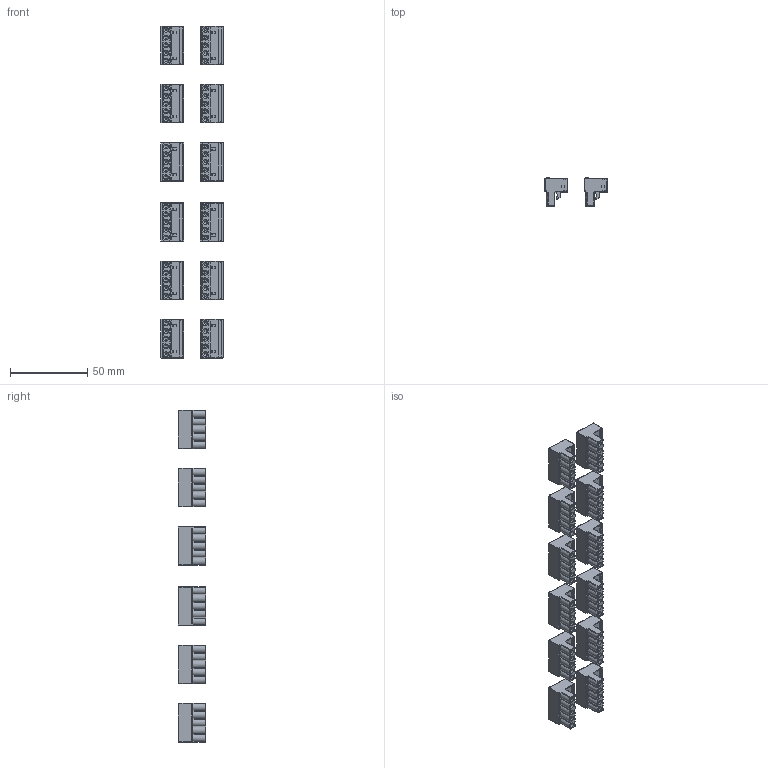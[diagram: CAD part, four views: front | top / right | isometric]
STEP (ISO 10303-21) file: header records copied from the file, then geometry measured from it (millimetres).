
FILE_DESCRIPTION (( 'STEP AP214' ), '1' );
FILE_NAME ('BX-RTB36.STEP', '2020-02-26T12:48:15', ( '' ), ( '' ), 'SwSTEP 2.0', 'SolidWorks 2017', '' );
FILE_SCHEMA (( 'AUTOMOTIVE_DESIGN' ));
Length unit declared in the file: inch
Products named in the file (1): BX-RTB36
Bounding box: 40.4 x 18 x 214.7 mm (x, y, z)
Volume: 45836.3 mm3; surface area: 36639.5 mm2
Topology: 12 solids, 12 shells, 3480 faces, 8724 edges, 5580 vertices
Faces by surface type: plane 2376, cylinder 984, cone 120
Entity records: 147885 total; most frequent: CARTESIAN_POINT 18865, ORIENTED_EDGE 17448, DIRECTION 17066, EDGE_CURVE 8724, LINE 6624, VECTOR 6624, VERTEX_POINT 5580, AXIS2_PLACEMENT_3D 5221
